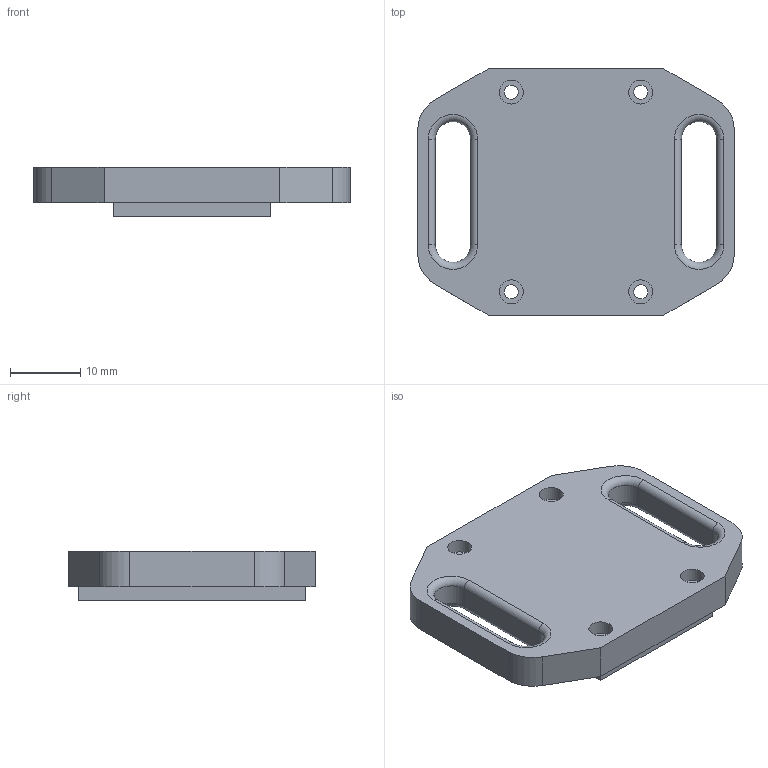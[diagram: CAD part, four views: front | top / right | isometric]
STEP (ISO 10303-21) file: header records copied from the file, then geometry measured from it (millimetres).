
FILE_DESCRIPTION(/* description */ (''),/* implementation_level */ '2;1');
FILE_NAME(/* name */ 'Mount_Strap.step',/* time_stamp */ '2026-02-16T18:41:42+01:00',/* author */ (''),/* organization */ (''),/* preprocessor_version */ 'ST-DEVELOPER v20.1',/* originating_system */ 'Autodesk Translation Framework v14.24.0.0',/* authorisation */ '');
FILE_SCHEMA (('AUTOMOTIVE_DESIGN { 1 0 10303 214 3 1 1 }'));
Length unit declared in the file: millimetre
Products named in the file (1): Mount_Strap
Bounding box: 45 x 35 x 7 mm (x, y, z)
Volume: 6424.9 mm3; surface area: 4216.4 mm2
Topology: 1 solids, 1 shells, 72 faces, 176 edges, 112 vertices
Faces by surface type: plane 36, cylinder 28, torus 8
Full cylindrical faces by diameter (mm): 2 x4, 3.4 x4
Entity records: 2173 total; most frequent: DIRECTION 386, CARTESIAN_POINT 361, ORIENTED_EDGE 352, EDGE_CURVE 176, AXIS2_PLACEMENT_3D 137, LINE 112, VECTOR 112, VERTEX_POINT 112
